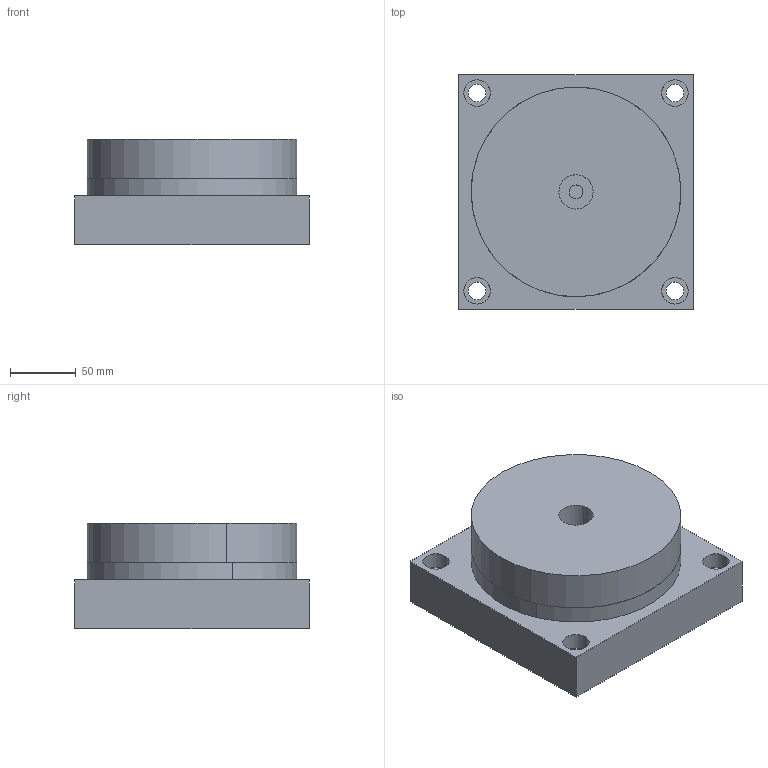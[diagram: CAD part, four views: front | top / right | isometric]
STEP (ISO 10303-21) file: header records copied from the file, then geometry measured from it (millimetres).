
FILE_DESCRIPTION (( 'STEP AP203' ), '1' );
FILE_NAME ('装配体25.STEP', '2025-03-29T06:10:45', ( '微软用户' ), ( '微软中国' ), 'SwSTEP 2.0', 'SolidWorks 2016', '' );
FILE_SCHEMA (( 'CONFIG_CONTROL_DESIGN' ));
Length unit declared in the file: millimetre
Products named in the file (4): 菁1; 蚾饜极25; 標諳; 笢
Assembly tree (3 placements, depth 2):
  蚾饜极25
    菁1
    標諳
    笢
Bounding box: 178 x 178 x 80 mm (x, y, z)
Volume: 1889684.4 mm3; surface area: 207011.1 mm2
Topology: 3 solids, 3 shells, 64 faces, 136 edges, 88 vertices
Faces by surface type: cylinder 36, plane 20, cone 8
Entity records: 2194 total; most frequent: DIRECTION 356, CARTESIAN_POINT 294, ORIENTED_EDGE 272, AXIS2_PLACEMENT_3D 150, EDGE_CURVE 136, VERTEX_POINT 88, EDGE_LOOP 86, CIRCLE 80
